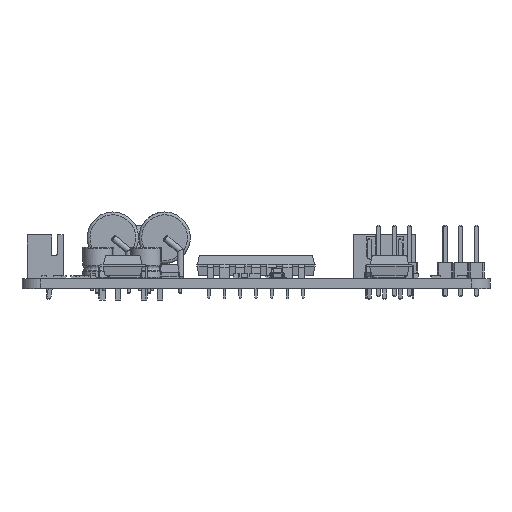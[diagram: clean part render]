
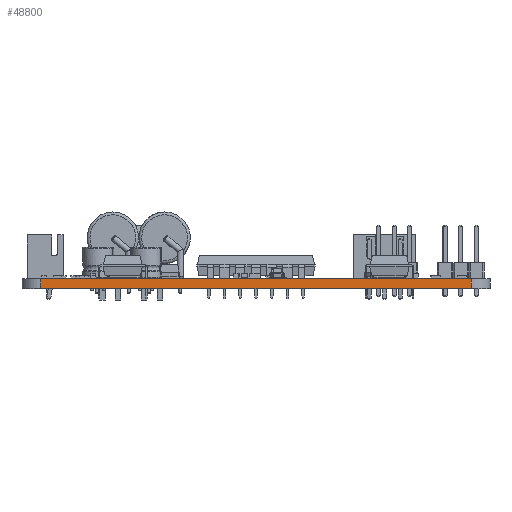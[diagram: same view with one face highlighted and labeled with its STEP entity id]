
A CAD part, front view. The second image highlights one B-rep face of the part: STEP entity #48800.
In plain terms, the highlighted planar face has unit normal (0, -1, 0).
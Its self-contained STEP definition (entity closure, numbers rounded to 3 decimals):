
#45259 = VERTEX_POINT('',#45260);
#45260 = CARTESIAN_POINT('',(111.,-141.5,0.));
#45267 = EDGE_CURVE('',#45268,#45259,#45270,.T.);
#45268 = VERTEX_POINT('',#45269);
#45269 = CARTESIAN_POINT('',(180.5,-141.5,0.));
#45270 = LINE('',#45271,#45272);
#45271 = CARTESIAN_POINT('',(180.5,-141.5,0.));
#45272 = VECTOR('',#45273,1.);
#45273 = DIRECTION('',(-1.,0.,0.));
#47016 = VERTEX_POINT('',#47017);
#47017 = CARTESIAN_POINT('',(111.,-141.5,1.6));
#47024 = EDGE_CURVE('',#47025,#47016,#47027,.T.);
#47025 = VERTEX_POINT('',#47026);
#47026 = CARTESIAN_POINT('',(180.5,-141.5,1.6));
#47027 = LINE('',#47028,#47029);
#47028 = CARTESIAN_POINT('',(180.5,-141.5,1.6));
#47029 = VECTOR('',#47030,1.);
#47030 = DIRECTION('',(-1.,0.,0.));
#48772 = EDGE_CURVE('',#45268,#47025,#48773,.T.);
#48773 = LINE('',#48774,#48775);
#48774 = CARTESIAN_POINT('',(180.5,-141.5,0.));
#48775 = VECTOR('',#48776,1.);
#48776 = DIRECTION('',(0.,0.,1.));
#48800 = ADVANCED_FACE('',(#48801),#48812,.T.);
#48801 = FACE_BOUND('',#48802,.T.);
#48802 = EDGE_LOOP('',(#48803,#48804,#48805,#48811));
#48803 = ORIENTED_EDGE('',*,*,#48772,.T.);
#48804 = ORIENTED_EDGE('',*,*,#47024,.T.);
#48805 = ORIENTED_EDGE('',*,*,#48806,.F.);
#48806 = EDGE_CURVE('',#45259,#47016,#48807,.T.);
#48807 = LINE('',#48808,#48809);
#48808 = CARTESIAN_POINT('',(111.,-141.5,0.));
#48809 = VECTOR('',#48810,1.);
#48810 = DIRECTION('',(0.,0.,1.));
#48811 = ORIENTED_EDGE('',*,*,#45267,.F.);
#48812 = PLANE('',#48813);
#48813 = AXIS2_PLACEMENT_3D('',#48814,#48815,#48816);
#48814 = CARTESIAN_POINT('',(180.5,-141.5,0.));
#48815 = DIRECTION('',(0.,-1.,0.));
#48816 = DIRECTION('',(-1.,0.,0.));
